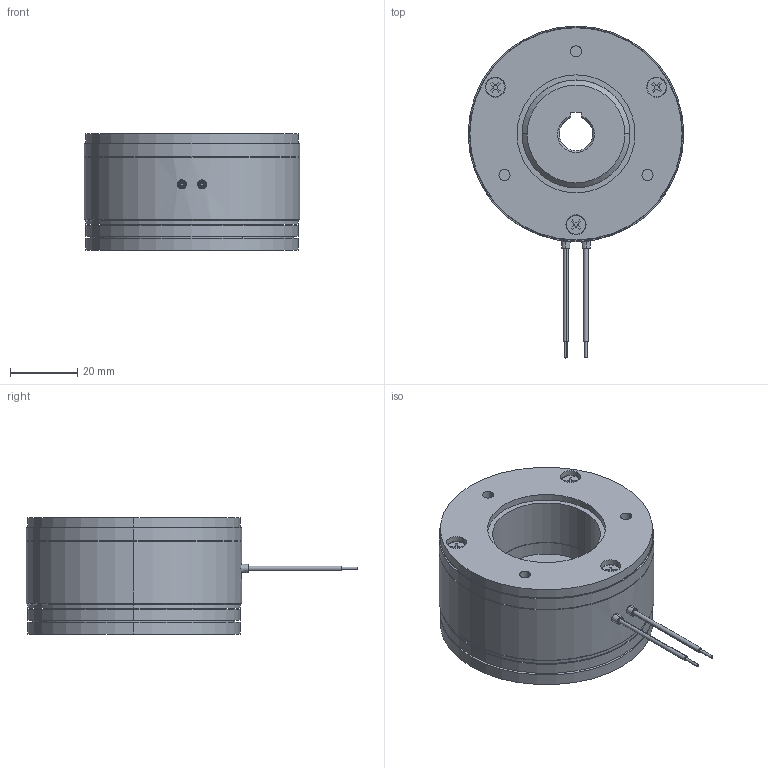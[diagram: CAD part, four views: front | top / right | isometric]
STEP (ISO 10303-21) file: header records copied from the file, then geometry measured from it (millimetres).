
FILE_DESCRIPTION (( 'STEP AP214' ), '1' );
FILE_NAME ('dr_bk_06P1-320_mu.STEP', '2021-11-12T12:48:56', ( '' ), ( '' ), 'SwSTEP 2.0', 'SolidWorks 2019', '' );
FILE_SCHEMA (( 'AUTOMOTIVE_DESIGN' ));
Length unit declared in the file: millimetre
Products named in the file (10): 10069021_000; 10068788_000; 10068791_000; 10069020_000; 10069023_000; 10069022_000; dr_bk_06P1-320_mu; 10068789_000_Einbaul„nge 2,8mm; 10068968_000; 10068789_000_Einbaul„nge 2,55mm
Assembly tree (18 placements, depth 4):
  dr_bk_06P1-320_mu
    10068968_000
    10069023_000
      10068791_000
      10069020_000
        10069022_000
        10069021_000
        10068788_000  x3
        10068789_000_Einbaul„nge 2,55mm  x3
      10068789_000_Einbaul„nge 2,8mm  x3
      10068788_000  x3
Bounding box: 64 x 98.5 x 34.5 mm (x, y, z)
Volume: 88522.8 mm3; surface area: 31842.1 mm2
Topology: 18 solids, 18 shells, 396 faces, 894 edges, 550 vertices
Faces by surface type: cylinder 175, cone 100, plane 87, torus 22, sphere 12
Entity records: 10973 total; most frequent: CARTESIAN_POINT 1749, DIRECTION 1616, ORIENTED_EDGE 1340, EDGE_CURVE 670, AXIS2_PLACEMENT_3D 653, VERTEX_POINT 422, EDGE_LOOP 364, CIRCLE 340
